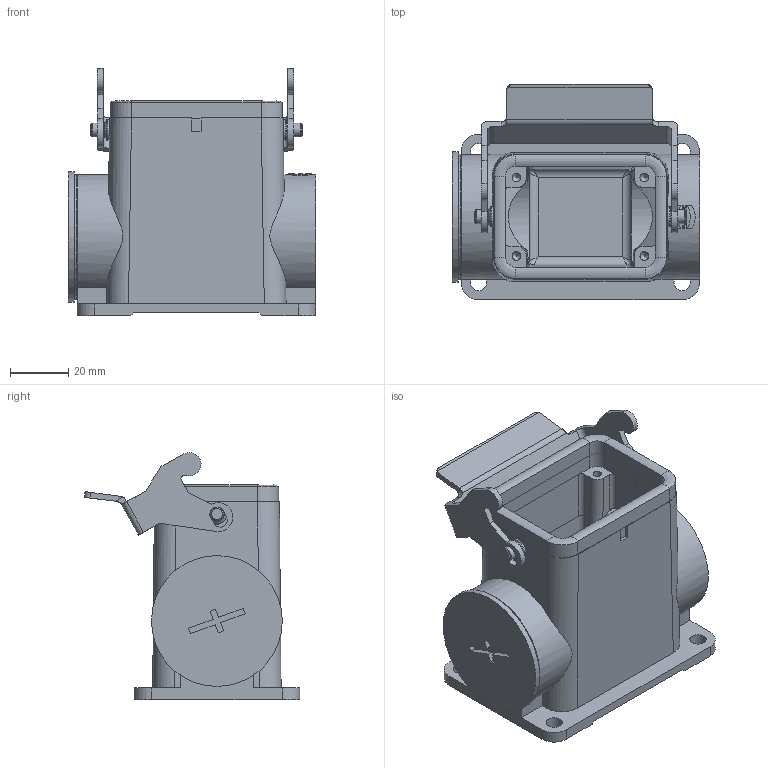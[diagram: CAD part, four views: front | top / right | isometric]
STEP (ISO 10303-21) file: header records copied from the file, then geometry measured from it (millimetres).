
FILE_DESCRIPTION((''),'2;1');
FILE_NAME('04300060271.stp','2020-07-07T15:08:41',('e.eickhoff'),(''),'Autodesk Inventor 2012','Autodesk Inventor 2012','');
FILE_SCHEMA(('AUTOMOTIVE_DESIGN { 1 0 10303 214 1 1 1 1 }'));
Length unit declared in the file: millimetre
Products named in the file (4): 04300060271; KBRM40; Metallbügel 1
Assembly tree (3 placements, depth 2):
  04300060271
    04300060271
    KBRM40
    Metallbügel 1
Bounding box: 85 x 74.12 x 84.95 mm (x, y, z)
Volume: 85788.4 mm3; surface area: 47709.6 mm2
Topology: 3 solids, 3 shells, 342 faces, 1615 edges, 2017 vertices
Faces by surface type: plane 199, cylinder 110, cone 12, torus 11, bspline 6, sphere 4
Full cylindrical faces by diameter (mm): 0.88 x1, 1.04 x1, 3 x4, 4 x2, 4.8 x2, 5.6 x4, 7 x2, 40.5 x3, 43 x1, 45 x1
Entity records: 17985 total; most frequent: CARTESIAN_POINT 5162, DIRECTION 2365, ORIENTED_EDGE 1676, AXIS2_PLACEMENT_3D 862, EDGE_CURVE 838, DIMENSIONAL_EXPONENTS 728, PLANE_ANGLE_MEASURE_WITH_UNIT 728, UNCERTAINTY_MEASURE_WITH_UNIT 728
